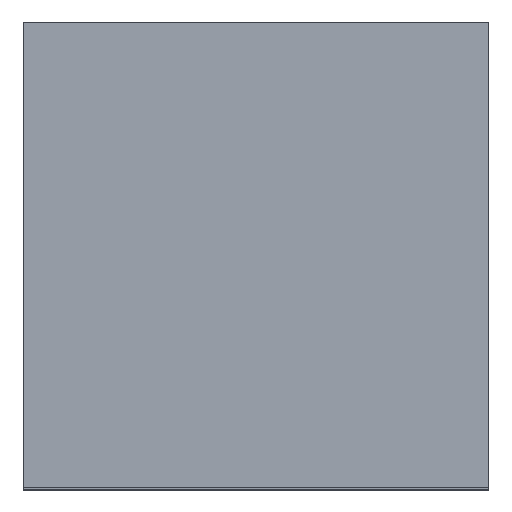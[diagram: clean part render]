
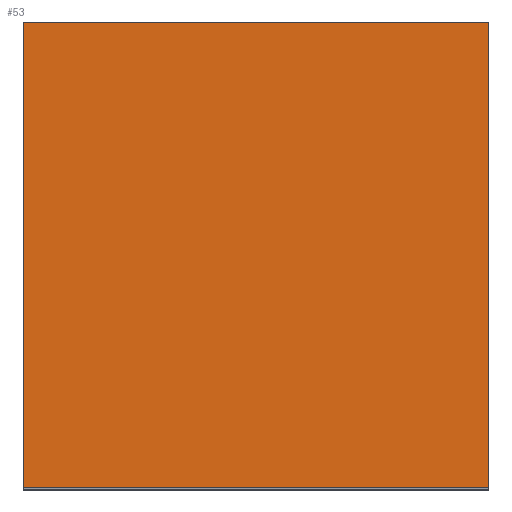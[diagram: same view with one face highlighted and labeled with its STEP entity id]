
A CAD part, top view. The second image highlights one B-rep face of the part: STEP entity #53.
In plain terms, the highlighted planar face has unit normal (0, 0, 1).
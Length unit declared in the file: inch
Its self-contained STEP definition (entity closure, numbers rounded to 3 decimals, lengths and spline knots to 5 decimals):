
#53=ADVANCED_FACE('',(#67),#60,.T.);
#60=PLANE('',#184);
#67=FACE_OUTER_BOUND('',#74,.T.);
#74=EDGE_LOOP('',(#99,#100,#101,#102));
#99=ORIENTED_EDGE('',*,*,#127,.F.);
#100=ORIENTED_EDGE('',*,*,#128,.F.);
#101=ORIENTED_EDGE('',*,*,#129,.F.);
#102=ORIENTED_EDGE('',*,*,#130,.F.);
#111=VERTEX_POINT('',#247);
#112=VERTEX_POINT('',#248);
#113=VERTEX_POINT('',#250);
#114=VERTEX_POINT('',#252);
#127=EDGE_CURVE('',#111,#112,#156,.T.);
#128=EDGE_CURVE('',#113,#111,#157,.T.);
#129=EDGE_CURVE('',#114,#113,#158,.T.);
#130=EDGE_CURVE('',#112,#114,#159,.T.);
#156=LINE('',#246,#173);
#157=LINE('',#249,#174);
#158=LINE('',#251,#175);
#159=LINE('',#253,#176);
#173=VECTOR('',#212,1.);
#174=VECTOR('',#213,1.);
#175=VECTOR('',#214,1.);
#176=VECTOR('',#215,1.);
#184=AXIS2_PLACEMENT_3D('',#254,#216,#217);
#212=DIRECTION('',(-1.,0.,0.));
#213=DIRECTION('',(0.,-1.,0.));
#214=DIRECTION('',(1.,0.,0.));
#215=DIRECTION('',(0.,1.,0.));
#216=DIRECTION('',(0.,0.,1.));
#217=DIRECTION('',(1.,0.,0.));
#246=CARTESIAN_POINT('',(0.5,0.,3.));
#247=CARTESIAN_POINT('',(1.,0.,3.));
#248=CARTESIAN_POINT('',(0.,0.,3.));
#249=CARTESIAN_POINT('',(1.,0.5,3.));
#250=CARTESIAN_POINT('',(1.,1.,3.));
#251=CARTESIAN_POINT('',(0.5,1.,3.));
#252=CARTESIAN_POINT('',(0.,1.,3.));
#253=CARTESIAN_POINT('',(0.,0.5,3.));
#254=CARTESIAN_POINT('',(0.5,0.5,3.));
